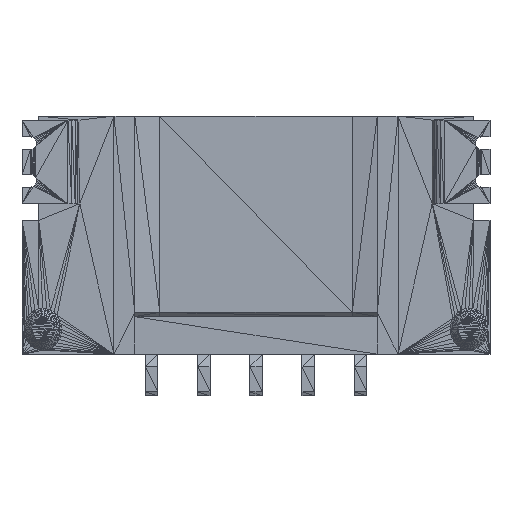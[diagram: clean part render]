
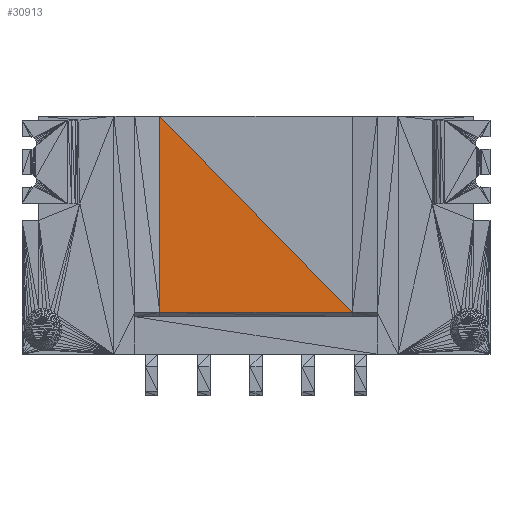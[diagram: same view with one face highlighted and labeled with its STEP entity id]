
A CAD part, front view. The second image highlights one B-rep face of the part: STEP entity #30913.
In plain terms, the highlighted planar face has unit normal (0, -1, 0).
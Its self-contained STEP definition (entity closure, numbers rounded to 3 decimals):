
#1875=FACE_OUTER_BOUND('',#4515,.T.);
#4515=EDGE_LOOP('',(#24073,#24074,#24075));
#6428=LINE('',#45868,#10388);
#8144=LINE('',#49288,#12104);
#8145=LINE('',#49289,#12105);
#10388=VECTOR('',#36800,1.);
#12104=VECTOR('',#40920,1.);
#12105=VECTOR('',#40921,1.);
#13630=VERTEX_POINT('',#45473);
#13636=VERTEX_POINT('',#45497);
#14198=VERTEX_POINT('',#49126);
#15666=EDGE_CURVE('',#13630,#13636,#6428,.T.);
#17382=EDGE_CURVE('',#14198,#13636,#8144,.T.);
#17383=EDGE_CURVE('',#14198,#13630,#8145,.T.);
#24073=ORIENTED_EDGE('',*,*,#15666,.T.);
#24074=ORIENTED_EDGE('',*,*,#17382,.F.);
#24075=ORIENTED_EDGE('',*,*,#17383,.T.);
#28273=PLANE('',#33567);
#30913=ADVANCED_FACE('',(#1875),#28273,.T.);
#33567=AXIS2_PLACEMENT_3D('',#49287,#40918,#40919);
#36800=DIRECTION('',(1.,0.,0.));
#40918=DIRECTION('center_axis',(0.,-1.,0.));
#40919=DIRECTION('ref_axis',(-1.,0.,0.));
#40920=DIRECTION('',(0.699,0.,-0.715));
#40921=DIRECTION('',(0.,0.,-1.));
#45473=CARTESIAN_POINT('',(3.3,-0.1,1.));
#45497=CARTESIAN_POINT('',(7.9,-0.1,1.));
#45868=CARTESIAN_POINT('',(3.3,-0.1,1.));
#49126=CARTESIAN_POINT('',(3.3,-0.1,5.7));
#49287=CARTESIAN_POINT('Origin',(3.3,-0.1,5.7));
#49288=CARTESIAN_POINT('',(3.3,-0.1,5.7));
#49289=CARTESIAN_POINT('',(3.3,-0.1,5.7));
